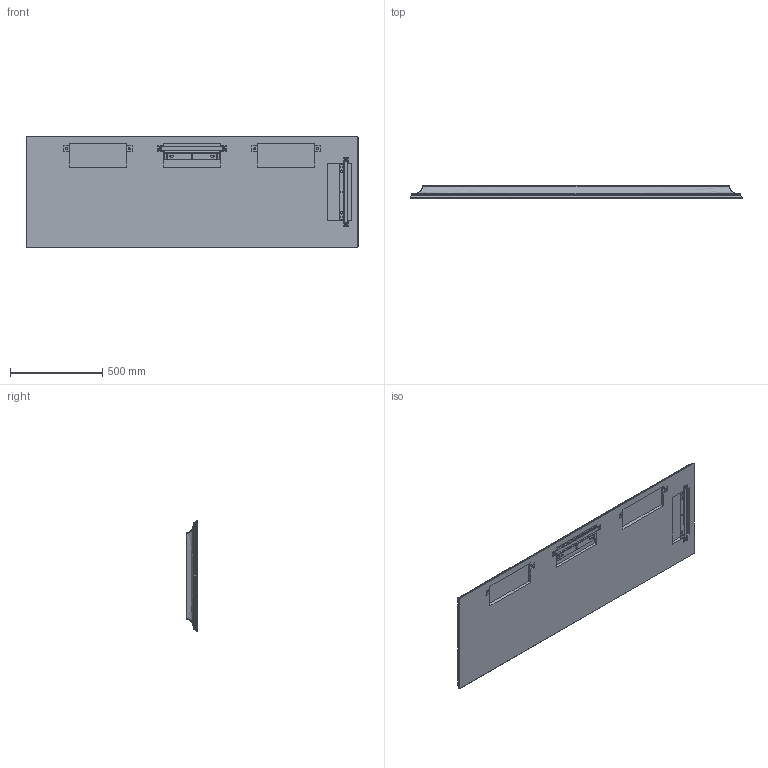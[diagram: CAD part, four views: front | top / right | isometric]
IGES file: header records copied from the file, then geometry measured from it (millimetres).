
Start section:  PTC IGES file: 46599_igs.igs
Global section: file name: 46599_igs.igs; native system: Pro/ENGINEER by Parametric Technology Corporation; preprocessor: 2011490; author: spischedda; organization: Unknown; date: 20140310.092143; units: millimetre
Bounding box: 1800 x 65 x 600 mm (x, y, z)
Surface area: 2569394.4 mm2 (no closed solid volume)
Topology: 0 solids, 0 shells, 243 faces, 1200 edges, 1196 vertices
Faces by surface type: bspline 243
